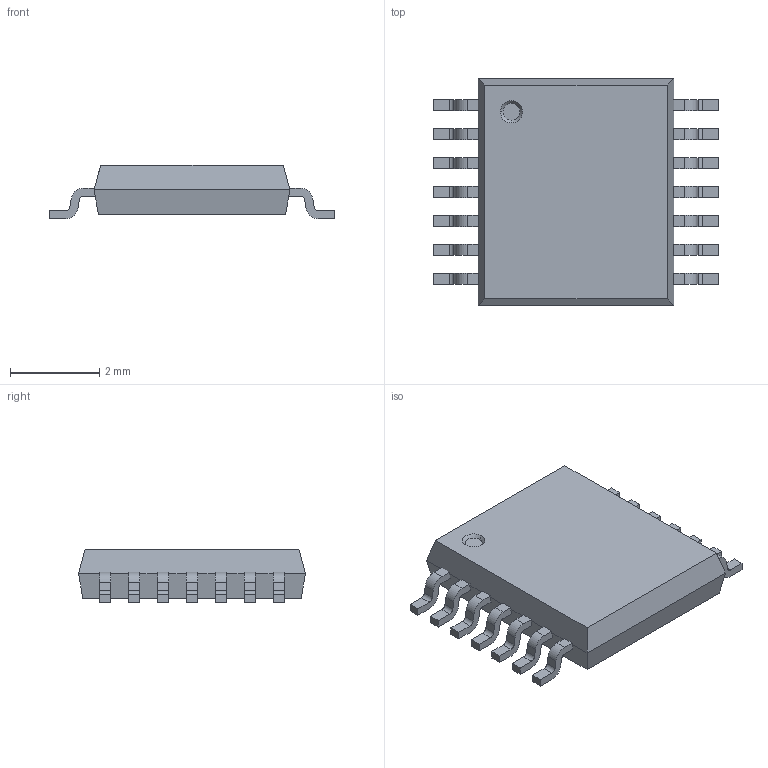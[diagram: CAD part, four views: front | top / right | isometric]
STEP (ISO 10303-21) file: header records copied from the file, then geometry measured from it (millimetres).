
FILE_DESCRIPTION (( 'STEP AP214' ), '1' );
FILE_NAME ('ECCCE5B9-167B-4D85-867D-E52ACA55815D.STEP', '2025-01-03T04:27:04', ( '' ), ( '' ), 'SwSTEP 2.0', 'SolidWorks 2022', '' );
FILE_SCHEMA (( 'AUTOMOTIVE_DESIGN' ));
Length unit declared in the file: millimetre
Products named in the file (1): ECCCE5B9-167B-4D85-867D-E52ACA55815D
Bounding box: 6.4 x 5.1 x 1.2 mm (x, y, z)
Volume: 24.3 mm3; surface area: 77.7 mm2
Topology: 3 solids, 3 shells, 197 faces, 566 edges, 376 vertices
Faces by surface type: plane 139, cylinder 56, cone 2
Entity records: 8643 total; most frequent: CARTESIAN_POINT 1140, ORIENTED_EDGE 1132, DIRECTION 1078, EDGE_CURVE 566, VECTOR 450, LINE 450, VERTEX_POINT 376, AXIS2_PLACEMENT_3D 314
